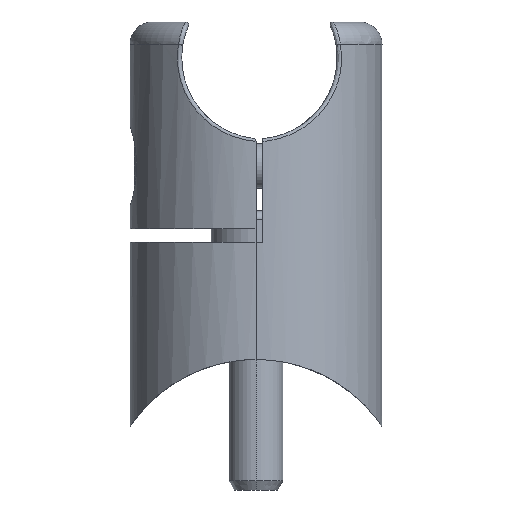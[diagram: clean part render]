
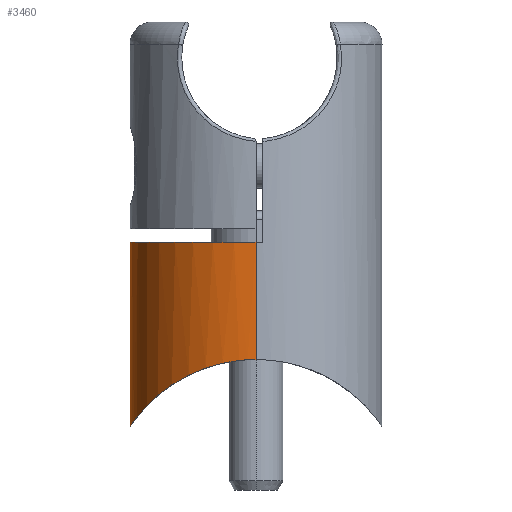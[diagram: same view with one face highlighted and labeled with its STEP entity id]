
A CAD part, left-side view. The second image highlights one B-rep face of the part: STEP entity #3460.
In plain terms, the highlighted cylindrical face has radius 14 mm (diameter 28 mm), a partial arc.
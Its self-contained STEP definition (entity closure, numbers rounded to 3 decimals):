
#687 = CARTESIAN_POINT ( 'NONE',  ( -2.649, 13.749, -25.859 ) ) ;
#752 = CARTESIAN_POINT ( 'NONE',  ( 9.482, 10.309, -22.266 ) ) ;
#831 = CARTESIAN_POINT ( 'NONE',  ( 2.421, 13.797, -25.926 ) ) ;
#975 = CARTESIAN_POINT ( 'NONE',  ( -13.468, 3.852, -19.19 ) ) ;
#1251 = CARTESIAN_POINT ( 'NONE',  ( -12.43, 6.457, -20.03 ) ) ;
#1869 = ORIENTED_EDGE ( 'NONE', *, *, #9579, .T. ) ;
#2216 = CARTESIAN_POINT ( 'NONE',  ( -5.08, 13.053, -24.941 ) ) ;
#2282 = CARTESIAN_POINT ( 'NONE',  ( -9.158, 10.598, -22.495 ) ) ;
#2292 = LINE ( 'NONE', #17850, #3285 ) ;
#2351 = CARTESIAN_POINT ( 'NONE',  ( 3.342, 13.603, -25.655 ) ) ;
#2424 = CARTESIAN_POINT ( 'NONE',  ( 8.488, 11.142, -22.955 ) ) ;
#2494 = CARTESIAN_POINT ( 'NONE',  ( 11.986, 7.248, -20.382 ) ) ;
#2561 = VERTEX_POINT ( 'NONE', #8593 ) ;
#2604 = AXIS2_PLACEMENT_3D ( 'NONE', #3000, #14231, #15812 ) ;
#2740 = CARTESIAN_POINT ( 'NONE',  ( 14., 0., 18.75 ) ) ;
#3000 = CARTESIAN_POINT ( 'NONE',  ( 0., 0., -5.75 ) ) ;
#3285 = VECTOR ( 'NONE', #13023, 1000. ) ;
#3460 = ADVANCED_FACE ( 'NONE', ( #12419 ), #3620, .T. ) ;
#3620 = CYLINDRICAL_SURFACE ( 'NONE', #8758, 14. ) ;
#3822 = CARTESIAN_POINT ( 'NONE',  ( 14., 0., -18.75 ) ) ;
#3890 = CARTESIAN_POINT ( 'NONE',  ( -2.416, 13.792, -25.92 ) ) ;
#3959 = CARTESIAN_POINT ( 'NONE',  ( 0.243, 14., -26.223 ) ) ;
#4031 = CARTESIAN_POINT ( 'NONE',  ( 5.087, 13.05, -24.938 ) ) ;
#4095 = EDGE_CURVE ( 'NONE', #2561, #11299, #17895, .T. ) ;
#4104 = CARTESIAN_POINT ( 'NONE',  ( 1.221, 13.949, -26.147 ) ) ;
#4257 = CARTESIAN_POINT ( 'NONE',  ( -11.98, 7.258, -20.387 ) ) ;
#4352 = DIRECTION ( 'NONE',  ( 0., 0., -1. ) ) ;
#4447 = EDGE_CURVE ( 'NONE', #11299, #17161, #16846, .T. ) ;
#4649 = CARTESIAN_POINT ( 'NONE',  ( 0., 0., 18.75 ) ) ;
#5244 = ORIENTED_EDGE ( 'NONE', *, *, #8251, .F. ) ;
#5438 = CARTESIAN_POINT ( 'NONE',  ( 11.743, 7.635, -20.573 ) ) ;
#5650 = CARTESIAN_POINT ( 'NONE',  ( 14., 0.489, -18.75 ) ) ;
#5721 = CARTESIAN_POINT ( 'NONE',  ( -1.7, 13.899, -26.073 ) ) ;
#5863 = CARTESIAN_POINT ( 'NONE',  ( -11.74, 7.64, -20.576 ) ) ;
#6075 = CARTESIAN_POINT ( 'NONE',  ( -14., 0., -18.75 ) ) ;
#6245 = ORIENTED_EDGE ( 'NONE', *, *, #4447, .T. ) ;
#6344 = DIRECTION ( 'NONE',  ( 0., 0., -1. ) ) ;
#7070 = CARTESIAN_POINT ( 'NONE',  ( 9.16, 10.596, -22.494 ) ) ;
#7276 = CARTESIAN_POINT ( 'NONE',  ( 7.062, 12.119, -23.874 ) ) ;
#7353 = CARTESIAN_POINT ( 'NONE',  ( 13.179, 4.748, -19.426 ) ) ;
#7497 = CARTESIAN_POINT ( 'NONE',  ( -14., 0.988, -18.75 ) ) ;
#7558 = CIRCLE ( 'NONE', #2604, 14. ) ;
#7636 = CARTESIAN_POINT ( 'NONE',  ( -13.01, 5.191, -19.563 ) ) ;
#8251 = EDGE_CURVE ( 'NONE', #18220, #17161, #2292, .T. ) ;
#8593 = CARTESIAN_POINT ( 'NONE',  ( 14., 0., -5.75 ) ) ;
#8674 = CARTESIAN_POINT ( 'NONE',  ( -0.487, 14., -26.223 ) ) ;
#8748 = CARTESIAN_POINT ( 'NONE',  ( 13.871, 1.955, -18.857 ) ) ;
#8758 = AXIS2_PLACEMENT_3D ( 'NONE', #4649, #6344, #20745 ) ;
#8827 = CARTESIAN_POINT ( 'NONE',  ( -1.942, 13.867, -26.027 ) ) ;
#8895 = CARTESIAN_POINT ( 'NONE',  ( 4.667, 13.207, -25.133 ) ) ;
#8963 = CARTESIAN_POINT ( 'NONE',  ( 0.976, 13.968, -26.176 ) ) ;
#9579 = EDGE_CURVE ( 'NONE', #18220, #2561, #7558, .T. ) ;
#9796 = CARTESIAN_POINT ( 'NONE',  ( 14., 0., -18.75 ) ) ;
#10280 = CARTESIAN_POINT ( 'NONE',  ( -8.138, 11.4, -23.187 ) ) ;
#10353 = CARTESIAN_POINT ( 'NONE',  ( 10.409, 9.402, -21.597 ) ) ;
#10418 = CARTESIAN_POINT ( 'NONE',  ( -3.784, 13.487, -25.496 ) ) ;
#10628 = CARTESIAN_POINT ( 'NONE',  ( -13.177, 4.754, -19.428 ) ) ;
#10831 = CARTESIAN_POINT ( 'NONE',  ( -13.593, 3.387, -19.087 ) ) ;
#11299 = VERTEX_POINT ( 'NONE', #9796 ) ;
#11823 = CARTESIAN_POINT ( 'NONE',  ( 12.433, 6.451, -20.028 ) ) ;
#11893 = CARTESIAN_POINT ( 'NONE',  ( -8.485, 11.144, -22.957 ) ) ;
#11954 = CARTESIAN_POINT ( 'NONE',  ( 3.792, 13.484, -25.493 ) ) ;
#12031 = CARTESIAN_POINT ( 'NONE',  ( -9.483, 10.308, -22.266 ) ) ;
#12102 = CARTESIAN_POINT ( 'NONE',  ( 8.138, 11.4, -23.187 ) ) ;
#12419 = FACE_OUTER_BOUND ( 'NONE', #18385, .T. ) ;
#12783 = ORIENTED_EDGE ( 'NONE', *, *, #4095, .T. ) ;
#13023 = DIRECTION ( 'NONE',  ( 0., 0., -1. ) ) ;
#13427 = CARTESIAN_POINT ( 'NONE',  ( 6.305, 12.531, -24.322 ) ) ;
#13501 = CARTESIAN_POINT ( 'NONE',  ( -10.977, 8.735, -21.167 ) ) ;
#13576 = CARTESIAN_POINT ( 'NONE',  ( 1.95, 13.872, -26.035 ) ) ;
#13647 = CARTESIAN_POINT ( 'NONE',  ( -10.412, 9.399, -21.594 ) ) ;
#13921 = VECTOR ( 'NONE', #4352, 1000. ) ;
#14098 = CARTESIAN_POINT ( 'NONE',  ( -14., 0., -18.75 ) ) ;
#14231 = DIRECTION ( 'NONE',  ( 0., 0., -1. ) ) ;
#15119 = CARTESIAN_POINT ( 'NONE',  ( 13.974, 0.985, -18.772 ) ) ;
#15319 = CARTESIAN_POINT ( 'NONE',  ( 0.487, 13.994, -26.214 ) ) ;
#15654 = CARTESIAN_POINT ( 'NONE',  ( -13.896, 1.959, -18.836 ) ) ;
#15812 = DIRECTION ( 'NONE',  ( 0., 1., 0. ) ) ;
#16641 = CARTESIAN_POINT ( 'NONE',  ( 10.975, 8.737, -21.168 ) ) ;
#16710 = CARTESIAN_POINT ( 'NONE',  ( 13.596, 3.373, -19.084 ) ) ;
#16784 = CARTESIAN_POINT ( 'NONE',  ( -0.973, 13.975, -26.185 ) ) ;
#16846 = B_SPLINE_CURVE_WITH_KNOTS ( 'NONE', 3,
 ( #3822, #5650, #15119, #8748, #16853, #16710, #18464, #7353, #18544, #19919, #11823, #2494, #5438, #16641, #10353, #752, #7070, #2424, #12102, #7276, #13427, #4031, #8895, #11954, #2351, #831, #13576, #4104, #8963, #15319, #3959, #8674, #16784, #5721, #8827, #3890, #687, #20127, #10418, #16923, #2216, #19987, #19848, #10280, #11893, #2282, #12031, #13647, #13501, #5863, #4257, #1251, #20340, #7636, #10628, #975, #10831, #15654, #7497, #6075 ),
 .UNSPECIFIED., .F., .F.,
 ( 4, 2, 2, 2, 2, 2, 2, 2, 2, 2, 2, 2, 2, 2, 2, 2, 2, 2, 2, 2, 2, 2, 2, 2, 2, 2, 2, 2, 2, 4 ),
 ( 0.047, 0.048, 0.05, 0.051, 0.053, 0.054, 0.055, 0.058, 0.06, 0.061, 0.064, 0.066, 0.067, 0.069, 0.069, 0.07, 0.071, 0.072, 0.073, 0.074, 0.076, 0.079, 0.08, 0.082, 0.085, 0.086, 0.088, 0.089, 0.09, 0.093 ),
 .UNSPECIFIED. ) ;
#16853 = CARTESIAN_POINT ( 'NONE',  ( 13.795, 2.433, -18.92 ) ) ;
#16923 = CARTESIAN_POINT ( 'NONE',  ( -4.655, 13.212, -25.139 ) ) ;
#17161 = VERTEX_POINT ( 'NONE', #14098 ) ;
#17850 = CARTESIAN_POINT ( 'NONE',  ( -14., 0., 18.75 ) ) ;
#17895 = LINE ( 'NONE', #2740, #13921 ) ;
#18220 = VERTEX_POINT ( 'NONE', #19808 ) ;
#18385 = EDGE_LOOP ( 'NONE', ( #1869, #12783, #6245, #5244 ) ) ;
#18464 = CARTESIAN_POINT ( 'NONE',  ( 13.473, 3.837, -19.186 ) ) ;
#18544 = CARTESIAN_POINT ( 'NONE',  ( 13.012, 5.188, -19.562 ) ) ;
#19808 = CARTESIAN_POINT ( 'NONE',  ( -14., 0., -5.75 ) ) ;
#19848 = CARTESIAN_POINT ( 'NONE',  ( -7.065, 12.117, -23.873 ) ) ;
#19919 = CARTESIAN_POINT ( 'NONE',  ( 12.639, 6.04, -19.863 ) ) ;
#19987 = CARTESIAN_POINT ( 'NONE',  ( -6.306, 12.531, -24.322 ) ) ;
#20127 = CARTESIAN_POINT ( 'NONE',  ( -3.338, 13.604, -25.657 ) ) ;
#20340 = CARTESIAN_POINT ( 'NONE',  ( -12.637, 6.042, -19.864 ) ) ;
#20745 = DIRECTION ( 'NONE',  ( -1., 0., 0. ) ) ;
